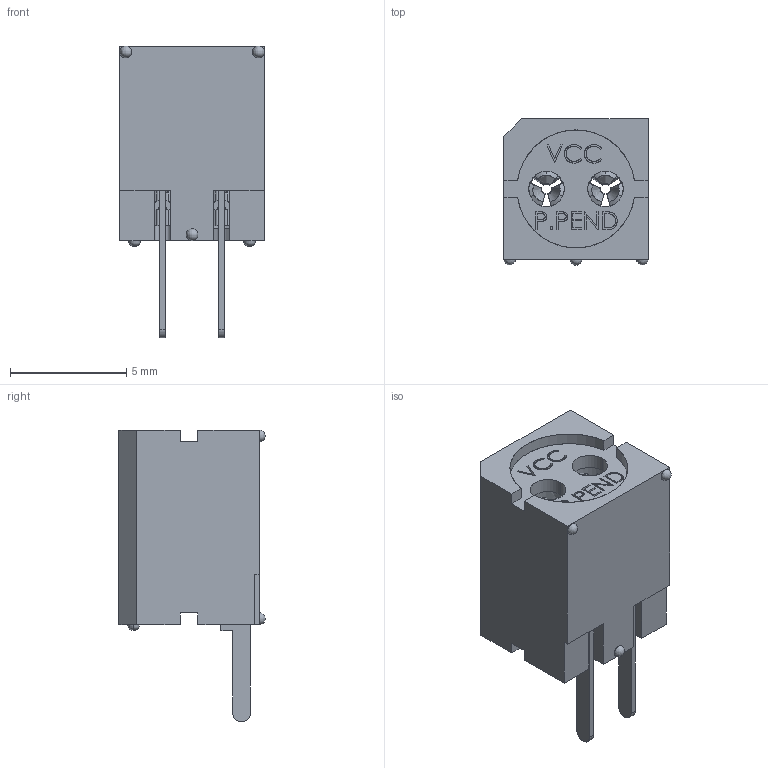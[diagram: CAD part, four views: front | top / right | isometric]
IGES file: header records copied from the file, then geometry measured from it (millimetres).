
Start section: SolidWorks IGES file using analytic representation for surfaces
Global section: file name: STEP;PCV 220.IGS; native system: SolidWorks 2010; preprocessor: SolidWorks 2010; author: Engineering; date: 110127.134648; units: inch
Bounding box: 6.22 x 6.3 x 12.57 mm (x, y, z)
Surface area: 542.8 mm2 (no closed solid volume)
Topology: 0 solids, 0 shells, 388 faces, 3154 edges, 3137 vertices
Faces by surface type: bspline 294, revolution 94
